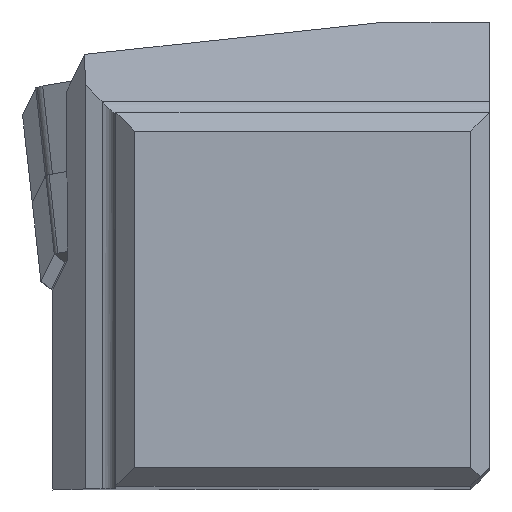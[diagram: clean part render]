
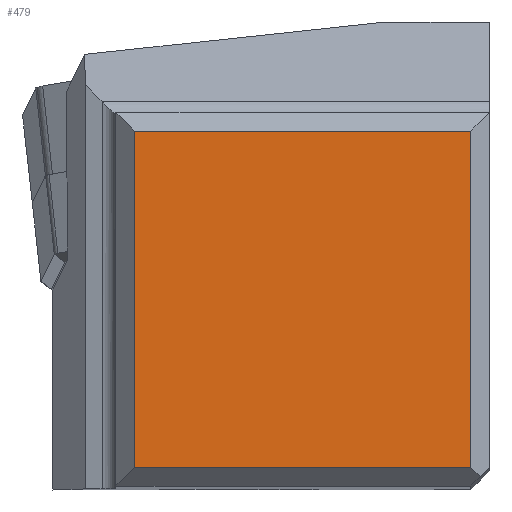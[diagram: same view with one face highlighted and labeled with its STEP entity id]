
A CAD part, top view. The second image highlights one B-rep face of the part: STEP entity #479.
In plain terms, the highlighted planar face has unit normal (0, 0, 1).
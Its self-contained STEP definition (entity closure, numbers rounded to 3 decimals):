
#295=FACE_OUTER_BOUND('',#786,.T.);
#479=ADVANCED_FACE('',(#295),#641,.T.);
#641=PLANE('',#3768);
#786=EDGE_LOOP('',(#1360,#1361,#1362,#1363));
#1360=ORIENTED_EDGE('',*,*,#2503,.F.);
#1361=ORIENTED_EDGE('',*,*,#2502,.T.);
#1362=ORIENTED_EDGE('',*,*,#2498,.T.);
#1363=ORIENTED_EDGE('',*,*,#2496,.T.);
#2094=VERTEX_POINT('',#5562);
#2095=VERTEX_POINT('',#5564);
#2096=VERTEX_POINT('',#5568);
#2097=VERTEX_POINT('',#5574);
#2496=EDGE_CURVE('',#2095,#2094,#3135,.T.);
#2498=EDGE_CURVE('',#2096,#2095,#3137,.T.);
#2502=EDGE_CURVE('',#2097,#2096,#3141,.T.);
#2503=EDGE_CURVE('',#2097,#2094,#3142,.T.);
#3135=LINE('',#5563,#3407);
#3137=LINE('',#5567,#3409);
#3141=LINE('',#5575,#3413);
#3142=LINE('',#5577,#3414);
#3407=VECTOR('',#4467,1.);
#3409=VECTOR('',#4471,1.);
#3413=VECTOR('',#4479,1.);
#3414=VECTOR('',#4482,1.);
#3768=AXIS2_PLACEMENT_3D('',#5578,#4483,#4484);
#4467=DIRECTION('',(1.,0.,0.));
#4471=DIRECTION('',(0.,-1.,0.));
#4479=DIRECTION('',(-1.,0.,0.));
#4482=DIRECTION('',(0.,-1.,0.));
#4483=DIRECTION('',(0.,0.,1.));
#4484=DIRECTION('',(-1.,0.,0.));
#5562=CARTESIAN_POINT('',(-1.,1.,0.));
#5563=CARTESIAN_POINT('',(-19.,1.,0.));
#5564=CARTESIAN_POINT('',(-19.,1.,0.));
#5567=CARTESIAN_POINT('',(-19.,19.,0.));
#5568=CARTESIAN_POINT('',(-19.,19.,0.));
#5574=CARTESIAN_POINT('',(-1.,19.,0.));
#5575=CARTESIAN_POINT('',(-1.,19.,0.));
#5577=CARTESIAN_POINT('',(-1.,19.,0.));
#5578=CARTESIAN_POINT('',(-10.,10.,0.));
